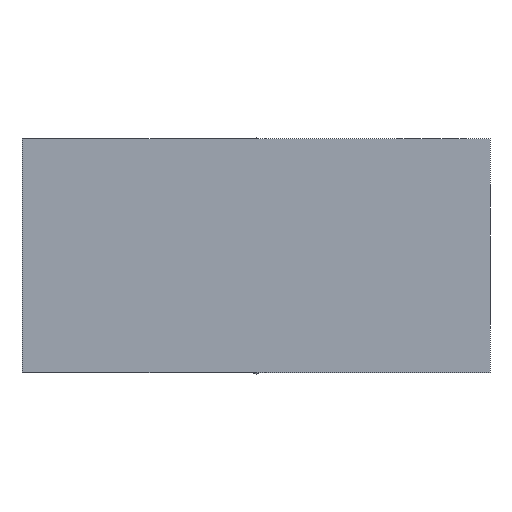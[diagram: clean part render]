
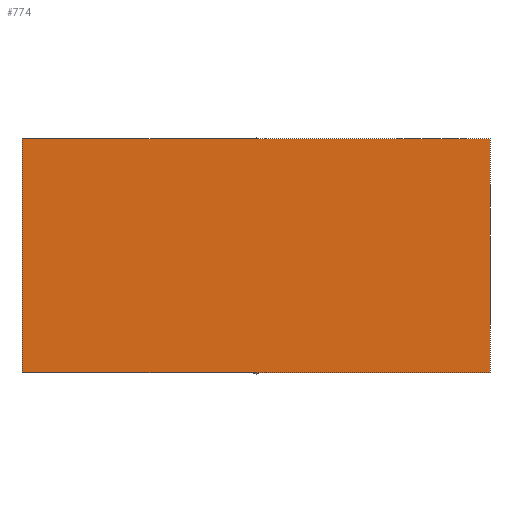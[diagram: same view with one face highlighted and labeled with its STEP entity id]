
A CAD part, front view. The second image highlights one B-rep face of the part: STEP entity #774.
In plain terms, the highlighted planar face has unit normal (0, -1, 0).
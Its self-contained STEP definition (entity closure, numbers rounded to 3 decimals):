
#87=LINE('',#1262,#123);
#89=LINE('',#1266,#125);
#90=LINE('',#1268,#126);
#91=LINE('',#1270,#127);
#123=VECTOR('',#980,1000.);
#125=VECTOR('',#984,1000.);
#126=VECTOR('',#985,1000.);
#127=VECTOR('',#986,1000.);
#180=ORIENTED_EDGE('',*,*,#379,.T.);
#181=ORIENTED_EDGE('',*,*,#380,.F.);
#182=ORIENTED_EDGE('',*,*,#381,.F.);
#183=ORIENTED_EDGE('',*,*,#377,.T.);
#377=EDGE_CURVE('',#473,#472,#87,.T.);
#379=EDGE_CURVE('',#472,#474,#89,.T.);
#380=EDGE_CURVE('',#475,#474,#90,.T.);
#381=EDGE_CURVE('',#473,#475,#91,.T.);
#472=VERTEX_POINT('',#1261);
#473=VERTEX_POINT('',#1263);
#474=VERTEX_POINT('',#1267);
#475=VERTEX_POINT('',#1269);
#571=EDGE_LOOP('',(#180,#181,#182,#183));
#661=FACE_BOUND('',#571,.T.);
#743=PLANE('',#853);
#774=ADVANCED_FACE('',(#661),#743,.F.);
#853=AXIS2_PLACEMENT_3D('',#1265,#982,#983);
#980=DIRECTION('',(0.,0.,-1.));
#982=DIRECTION('',(0.,1.,0.));
#983=DIRECTION('',(0.,0.,1.));
#984=DIRECTION('',(1.,0.,0.));
#985=DIRECTION('',(0.,0.,-1.));
#986=DIRECTION('',(1.,0.,0.));
#1261=CARTESIAN_POINT('',(-16.,0.,-8.));
#1262=CARTESIAN_POINT('',(-16.,0.,8.));
#1263=CARTESIAN_POINT('',(-16.,0.,8.));
#1265=CARTESIAN_POINT('',(-16.,0.,8.));
#1266=CARTESIAN_POINT('',(-16.,0.,-8.));
#1267=CARTESIAN_POINT('',(16.,0.,-8.));
#1268=CARTESIAN_POINT('',(16.,0.,8.));
#1269=CARTESIAN_POINT('',(16.,0.,8.));
#1270=CARTESIAN_POINT('',(-16.,0.,8.));
